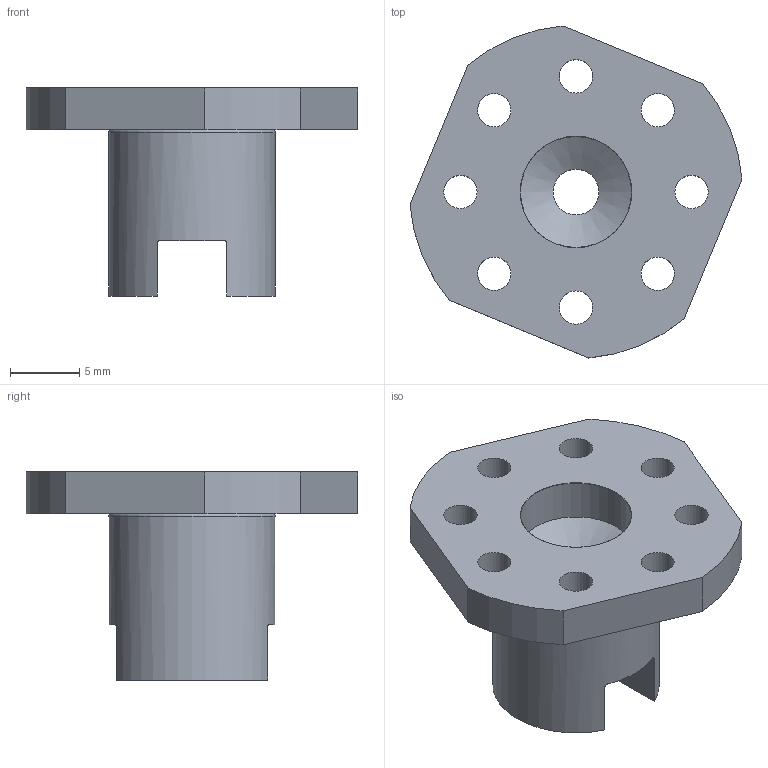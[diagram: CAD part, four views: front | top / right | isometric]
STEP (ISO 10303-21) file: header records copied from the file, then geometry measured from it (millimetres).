
FILE_DESCRIPTION(/* description */ (''),/* implementation_level */ '2;1');
FILE_NAME(/* name */ 'AdapterDrivhjul.stp',/* time_stamp */ '2025-04-21T21:22:40+02:00',/* author */ ('roone'),/* organization */ (''),/* preprocessor_version */ 'ST-DEVELOPER v20',/* originating_system */ 'Autodesk Inventor 2025',/* authorisation */ '');
FILE_SCHEMA (('AUTOMOTIVE_DESIGN { 1 0 10303 214 3 1 1 }'));
Length unit declared in the file: millimetre
Products named in the file (1): AdapterDrivhjul
Bounding box: 23.93 x 23.93 x 15 mm (x, y, z)
Volume: 2013.5 mm3; surface area: 1909.4 mm2
Topology: 2 solids, 2 shells, 40 faces, 99 edges, 63 vertices
Faces by surface type: cylinder 17, plane 12, cone 10, torus 1
Full cylindrical faces by diameter (mm): 2.4 x8, 3.3 x1, 8 x1, 12 x1
Entity records: 1312 total; most frequent: CARTESIAN_POINT 239, DIRECTION 225, ORIENTED_EDGE 198, EDGE_CURVE 99, AXIS2_PLACEMENT_3D 89, VERTEX_POINT 63, EDGE_LOOP 60, CIRCLE 48
